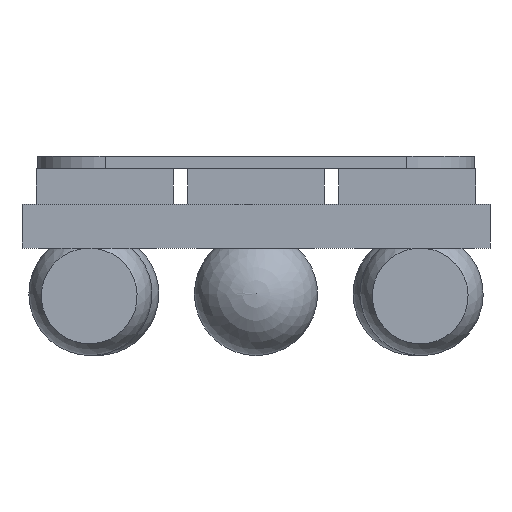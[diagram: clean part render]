
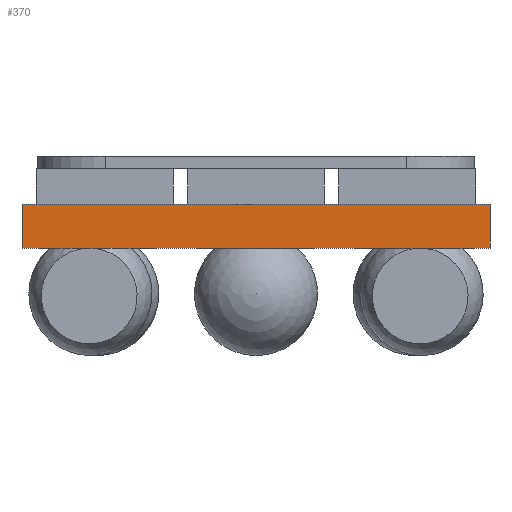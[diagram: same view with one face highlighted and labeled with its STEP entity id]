
A CAD part, front view. The second image highlights one B-rep face of the part: STEP entity #370.
In plain terms, the highlighted planar face has unit normal (0, -1, 0).
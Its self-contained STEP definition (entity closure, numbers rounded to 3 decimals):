
#6 = VECTOR ( 'NONE', #511, 1000. ) ;
#110 = ORIENTED_EDGE ( 'NONE', *, *, #1409, .T. ) ;
#130 = DIRECTION ( 'NONE',  ( 1., 0., 0. ) ) ;
#227 = ORIENTED_EDGE ( 'NONE', *, *, #2318, .T. ) ;
#242 = LINE ( 'NONE', #1729, #2443 ) ;
#327 = CARTESIAN_POINT ( 'NONE',  ( 0., 0., 1.6 ) ) ;
#352 = ORIENTED_EDGE ( 'NONE', *, *, #1026, .F. ) ;
#370 = ADVANCED_FACE ( 'NONE', ( #2672 ), #1240, .T. ) ;
#511 = DIRECTION ( 'NONE',  ( 0., 0., -1. ) ) ;
#877 = CARTESIAN_POINT ( 'NONE',  ( 0., 0., 0. ) ) ;
#988 = CARTESIAN_POINT ( 'NONE',  ( 0., 0., 1.6 ) ) ;
#1026 = EDGE_CURVE ( 'NONE', #1914, #1562, #1847, .T. ) ;
#1064 = VECTOR ( 'NONE', #2393, 1000. ) ;
#1198 = LINE ( 'NONE', #2068, #2436 ) ;
#1240 = PLANE ( 'NONE',  #2496 ) ;
#1278 = EDGE_LOOP ( 'NONE', ( #352, #2502, #227, #110 ) ) ;
#1280 = DIRECTION ( 'NONE',  ( 0., 0., -1. ) ) ;
#1290 = CARTESIAN_POINT ( 'NONE',  ( 0., 0., 1.6 ) ) ;
#1346 = EDGE_CURVE ( 'NONE', #1839, #1914, #2732, .T. ) ;
#1409 = EDGE_CURVE ( 'NONE', #2907, #1562, #242, .T. ) ;
#1562 = VERTEX_POINT ( 'NONE', #2248 ) ;
#1729 = CARTESIAN_POINT ( 'NONE',  ( -17.1, 0., 1.6 ) ) ;
#1750 = CARTESIAN_POINT ( 'NONE',  ( -17.1, 0., 1.6 ) ) ;
#1811 = DIRECTION ( 'NONE',  ( -1., 0., 0. ) ) ;
#1839 = VERTEX_POINT ( 'NONE', #988 ) ;
#1847 = LINE ( 'NONE', #1938, #1064 ) ;
#1914 = VERTEX_POINT ( 'NONE', #877 ) ;
#1938 = CARTESIAN_POINT ( 'NONE',  ( 0., 0., 0. ) ) ;
#2068 = CARTESIAN_POINT ( 'NONE',  ( 0., 0., 1.6 ) ) ;
#2248 = CARTESIAN_POINT ( 'NONE',  ( -17.1, 0., 0. ) ) ;
#2318 = EDGE_CURVE ( 'NONE', #1839, #2907, #1198, .T. ) ;
#2393 = DIRECTION ( 'NONE',  ( -1., 0., 0. ) ) ;
#2436 = VECTOR ( 'NONE', #1811, 1000. ) ;
#2443 = VECTOR ( 'NONE', #1280, 1000. ) ;
#2496 = AXIS2_PLACEMENT_3D ( 'NONE', #1290, #2643, #130 ) ;
#2502 = ORIENTED_EDGE ( 'NONE', *, *, #1346, .F. ) ;
#2643 = DIRECTION ( 'NONE',  ( 0., -1., 0. ) ) ;
#2672 = FACE_OUTER_BOUND ( 'NONE', #1278, .T. ) ;
#2732 = LINE ( 'NONE', #327, #6 ) ;
#2907 = VERTEX_POINT ( 'NONE', #1750 ) ;
